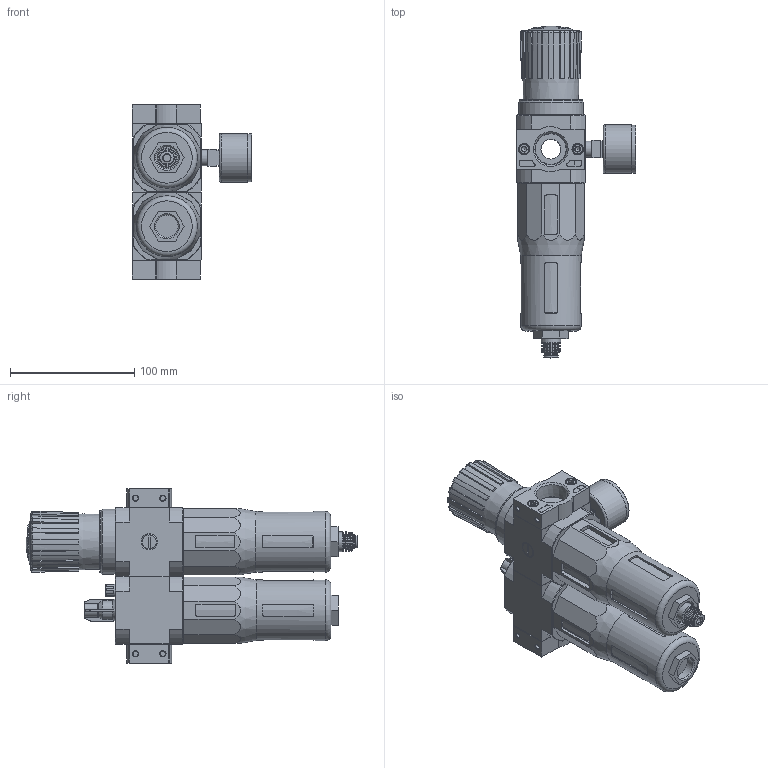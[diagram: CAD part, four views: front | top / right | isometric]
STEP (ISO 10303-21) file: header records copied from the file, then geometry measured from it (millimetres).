
FILE_DESCRIPTION(/* description */ ('STEP AP214'),/* implementation_level */ '2;1');
FILE_NAME(/* name */ '173875_FRC-3_4-D-7-MIDI-A-NPT',/* time_stamp */ '2024-08-28T17:24:50+02:00',/* author */ ('License CC BY-ND 4.0'),/* organization */ ('CADENAS'),/* preprocessor_version */ 'ST-DEVELOPER v19.3',/* originating_system */ 'PARTsolutions',/* authorisation */ ' ');
FILE_SCHEMA (('AUTOMOTIVE_DESIGN {1 0 10303 214 3 1 1}'));
Length unit declared in the file: millimetre
Products named in the file (10): 173875 FRC-3/4-D-7-MIDI-A-NPT; 679805 PBL-3/4-D-MIDI-L-NPT--P1; DIN-912 - M5x18(F); 679806 PBL-3/4-D-MIDI-R-NPT--P1; 127313 LFR-D-7-MIDI-A--(0); 8003638 PAGN-40-10-G14; 373846 LR-MIDI; 526489 MS4-LFR-V; 120536 LOE-D-MIDI; 351358 FRB-D-MIDI
Assembly tree (13 placements, depth 2):
  173875 FRC-3/4-D-7-MIDI-A-NPT
    679805 PBL-3/4-D-MIDI-L-NPT--P1
    DIN-912 - M5x18(F)  x4
    679806 PBL-3/4-D-MIDI-R-NPT--P1
    127313 LFR-D-7-MIDI-A--(0)
    8003638 PAGN-40-10-G14
    373846 LR-MIDI
    526489 MS4-LFR-V
    120536 LOE-D-MIDI
    351358 FRB-D-MIDI  x2
Bounding box: 96.35 x 266.72 x 140 mm (x, y, z)
Volume: 949333 mm3; surface area: 158749.1 mm2
Topology: 13 solids, 14 shells, 1000 faces, 2519 edges, 1617 vertices
Faces by surface type: plane 522, cylinder 223, cone 161, torus 89, sphere 5
Full cylindrical faces by diameter (mm): 3.2 x1, 3.6 x1, 3.7 x2, 3.8 x1, 4.134 x10, 5 x6, 6 x1, 6.3 x1, 7 x2, 8.5 x4, 8.7 x1, 9.6 x1, 10 x1, 11 x2, 11.2 x1, 11.4 x1, 11.445 x2, 11.6 x1, 11.8 x1, 13.157 x2, 15.8 x1, 16 x1, 16.4 x1, 18 x2, 26.4 x2, 29.7 x1, 30.8 x2, 38.7 x1, 39 x2, 46.7 x1
Entity records: 32693 total; most frequent: CARTESIAN_POINT 6362, ORIENTED_EDGE 4334, DIRECTION 4295, EDGE_CURVE 2167, AXIS2_PLACEMENT_3D 1686, VERTEX_POINT 1495, FACE_BOUND 1180, EDGE_LOOP 1178
